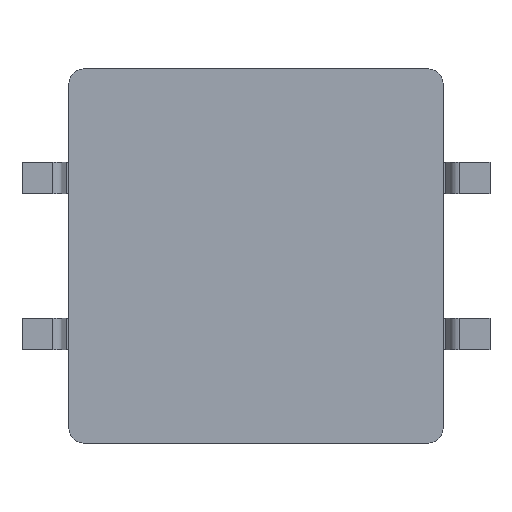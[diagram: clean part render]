
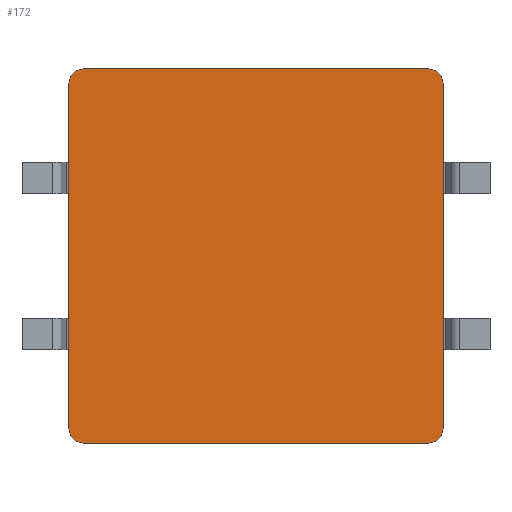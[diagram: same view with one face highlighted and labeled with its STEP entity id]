
A CAD part, front view. The second image highlights one B-rep face of the part: STEP entity #172.
In plain terms, the highlighted planar face has unit normal (0, -1, 0).
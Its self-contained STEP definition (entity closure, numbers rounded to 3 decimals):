
#19 = ORIENTED_EDGE ( 'NONE', *, *, #1813, .T. ) ;
#100 = VECTOR ( 'NONE', #3205, 1000. ) ;
#106 = CIRCLE ( 'NONE', #2880, 0.5 ) ;
#118 = CARTESIAN_POINT ( 'NONE',  ( 5.5, 0., 6. ) ) ;
#158 = VERTEX_POINT ( 'NONE', #1894 ) ;
#172 = ADVANCED_FACE ( 'NONE', ( #638 ), #1379, .T. ) ;
#174 = DIRECTION ( 'NONE',  ( 0., -1., 0. ) ) ;
#182 = ORIENTED_EDGE ( 'NONE', *, *, #2717, .T. ) ;
#325 = VERTEX_POINT ( 'NONE', #118 ) ;
#373 = DIRECTION ( 'NONE',  ( 0., 0., -1. ) ) ;
#402 = VECTOR ( 'NONE', #1568, 1000. ) ;
#407 = CIRCLE ( 'NONE', #1662, 0.5 ) ;
#450 = EDGE_CURVE ( 'NONE', #1540, #1175, #2870, .T. ) ;
#486 = LINE ( 'NONE', #2994, #100 ) ;
#550 = CARTESIAN_POINT ( 'NONE',  ( 6., 0., 5.5 ) ) ;
#638 = FACE_OUTER_BOUND ( 'NONE', #807, .T. ) ;
#807 = EDGE_LOOP ( 'NONE', ( #2521, #182, #2849, #1661, #1122, #1544, #827, #19 ) ) ;
#827 = ORIENTED_EDGE ( 'NONE', *, *, #2233, .T. ) ;
#832 = CARTESIAN_POINT ( 'NONE',  ( -6., 0., 5.5 ) ) ;
#850 = CARTESIAN_POINT ( 'NONE',  ( 6., 0., -5.5 ) ) ;
#937 = DIRECTION ( 'NONE',  ( 0., 0., -1. ) ) ;
#946 = LINE ( 'NONE', #2706, #3191 ) ;
#980 = CIRCLE ( 'NONE', #1230, 0.5 ) ;
#1000 = CARTESIAN_POINT ( 'NONE',  ( -6., 0., 6. ) ) ;
#1122 = ORIENTED_EDGE ( 'NONE', *, *, #1428, .T. ) ;
#1149 = DIRECTION ( 'NONE',  ( 0., -1., 0. ) ) ;
#1166 = DIRECTION ( 'NONE',  ( 0., -1., 0. ) ) ;
#1175 = VERTEX_POINT ( 'NONE', #832 ) ;
#1230 = AXIS2_PLACEMENT_3D ( 'NONE', #2837, #1546, #2814 ) ;
#1252 = CARTESIAN_POINT ( 'NONE',  ( -6., 0., 6. ) ) ;
#1379 = PLANE ( 'NONE',  #2601 ) ;
#1411 = CARTESIAN_POINT ( 'NONE',  ( -5.5, 0., 5.5 ) ) ;
#1428 = EDGE_CURVE ( 'NONE', #1175, #2211, #2379, .T. ) ;
#1483 = VERTEX_POINT ( 'NONE', #550 ) ;
#1540 = VERTEX_POINT ( 'NONE', #1917 ) ;
#1544 = ORIENTED_EDGE ( 'NONE', *, *, #2336, .T. ) ;
#1546 = DIRECTION ( 'NONE',  ( 0., -1., 0. ) ) ;
#1568 = DIRECTION ( 'NONE',  ( 0., 0., -1. ) ) ;
#1641 = DIRECTION ( 'NONE',  ( 0., -1., 0. ) ) ;
#1661 = ORIENTED_EDGE ( 'NONE', *, *, #450, .T. ) ;
#1662 = AXIS2_PLACEMENT_3D ( 'NONE', #1948, #1166, #3134 ) ;
#1813 = EDGE_CURVE ( 'NONE', #2721, #2930, #407, .T. ) ;
#1874 = CARTESIAN_POINT ( 'NONE',  ( 5.5, 0., 5.5 ) ) ;
#1891 = DIRECTION ( 'NONE',  ( 0., 0., -1. ) ) ;
#1894 = CARTESIAN_POINT ( 'NONE',  ( -5.5, 0., -6. ) ) ;
#1917 = CARTESIAN_POINT ( 'NONE',  ( -5.5, 0., 6. ) ) ;
#1948 = CARTESIAN_POINT ( 'NONE',  ( 5.5, 0., -5.5 ) ) ;
#1999 = DIRECTION ( 'NONE',  ( -1., 0., 0. ) ) ;
#2029 = VECTOR ( 'NONE', #1999, 1000. ) ;
#2211 = VERTEX_POINT ( 'NONE', #2435 ) ;
#2233 = EDGE_CURVE ( 'NONE', #158, #2721, #486, .T. ) ;
#2336 = EDGE_CURVE ( 'NONE', #2211, #158, #980, .T. ) ;
#2379 = LINE ( 'NONE', #1252, #402 ) ;
#2408 = CARTESIAN_POINT ( 'NONE',  ( -6., 0., 6. ) ) ;
#2435 = CARTESIAN_POINT ( 'NONE',  ( -6., 0., -5.5 ) ) ;
#2442 = AXIS2_PLACEMENT_3D ( 'NONE', #1411, #174, #1891 ) ;
#2478 = LINE ( 'NONE', #1000, #2029 ) ;
#2521 = ORIENTED_EDGE ( 'NONE', *, *, #2797, .F. ) ;
#2600 = EDGE_CURVE ( 'NONE', #325, #1540, #2478, .T. ) ;
#2601 = AXIS2_PLACEMENT_3D ( 'NONE', #2408, #1149, #3160 ) ;
#2706 = CARTESIAN_POINT ( 'NONE',  ( 6., 0., 6. ) ) ;
#2717 = EDGE_CURVE ( 'NONE', #1483, #325, #106, .T. ) ;
#2721 = VERTEX_POINT ( 'NONE', #3150 ) ;
#2797 = EDGE_CURVE ( 'NONE', #1483, #2930, #946, .T. ) ;
#2814 = DIRECTION ( 'NONE',  ( 0., 0., -1. ) ) ;
#2837 = CARTESIAN_POINT ( 'NONE',  ( -5.5, 0., -5.5 ) ) ;
#2849 = ORIENTED_EDGE ( 'NONE', *, *, #2600, .T. ) ;
#2870 = CIRCLE ( 'NONE', #2442, 0.5 ) ;
#2880 = AXIS2_PLACEMENT_3D ( 'NONE', #1874, #1641, #373 ) ;
#2930 = VERTEX_POINT ( 'NONE', #850 ) ;
#2994 = CARTESIAN_POINT ( 'NONE',  ( -6., 0., -6. ) ) ;
#3134 = DIRECTION ( 'NONE',  ( 0., 0., -1. ) ) ;
#3150 = CARTESIAN_POINT ( 'NONE',  ( 5.5, 0., -6. ) ) ;
#3160 = DIRECTION ( 'NONE',  ( 0., 0., -1. ) ) ;
#3191 = VECTOR ( 'NONE', #937, 1000. ) ;
#3205 = DIRECTION ( 'NONE',  ( 1., 0., 0. ) ) ;
